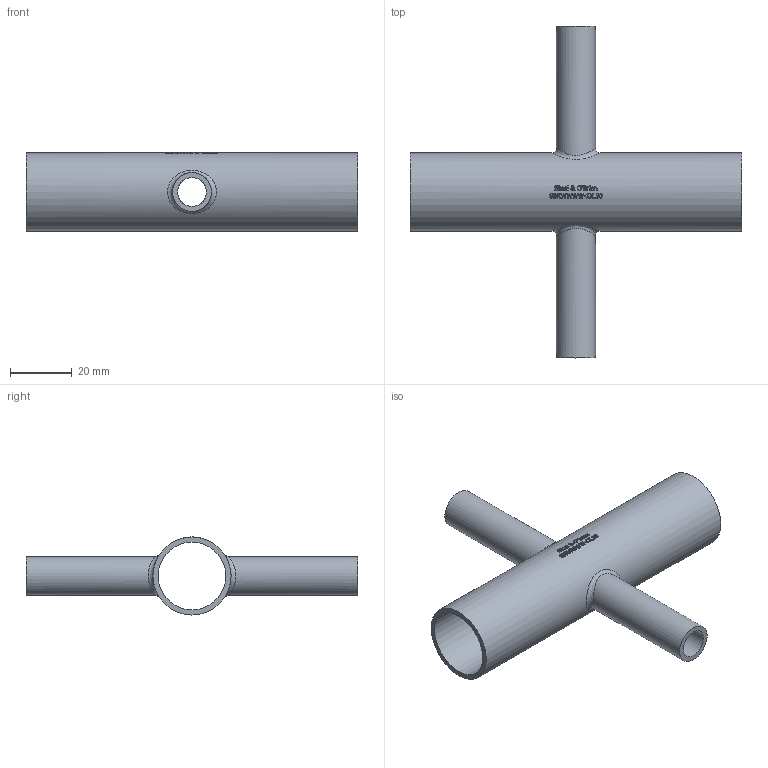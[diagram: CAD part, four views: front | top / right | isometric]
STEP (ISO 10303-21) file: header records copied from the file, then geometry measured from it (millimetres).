
FILE_DESCRIPTION(/* description */ (''),/* implementation_level */ '2;1');
FILE_NAME(/* name */ 'S9RWWWW-1X.50.stp',/* time_stamp */ '2018-11-30T11:14:40-05:00',/* author */ ('rick'),/* organization */ (''),/* preprocessor_version */ 'ST-DEVELOPER v15.2',/* originating_system */ 'Autodesk Inventor 2014',/* authorisation */ '');
FILE_SCHEMA (('AUTOMOTIVE_DESIGN { 1 0 10303 214 3 1 1 }'));
Length unit declared in the file: inch
Products named in the file (1): S9RWWWW-1X.50
Bounding box: 107.95 x 107.95 x 25.4 mm (x, y, z)
Volume: 17890.3 mm3; surface area: 21984.8 mm2
Topology: 1 solids, 1 shells, 423 faces, 1145 edges, 764 vertices
Faces by surface type: plane 190, bspline 189, cylinder 44
Full cylindrical faces by diameter (mm): 9.398 x2, 12.7 x2, 22.098 x1, 25.4 x1
Entity records: 17284 total; most frequent: CARTESIAN_POINT 7695, ORIENTED_EDGE 2270, DIRECTION 1439, EDGE_CURVE 1135, VERTEX_POINT 760, LINE 541, VECTOR 541, EDGE_LOOP 475
